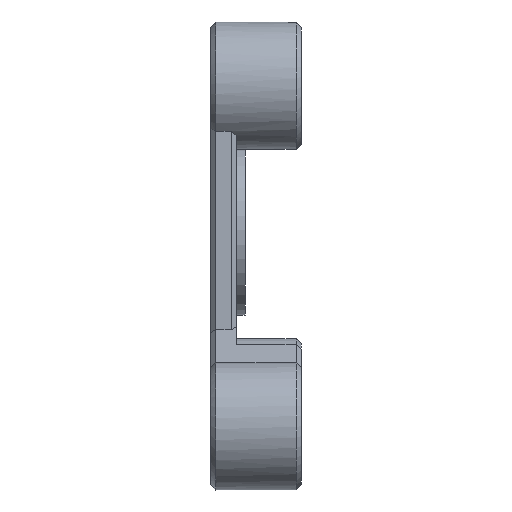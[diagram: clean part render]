
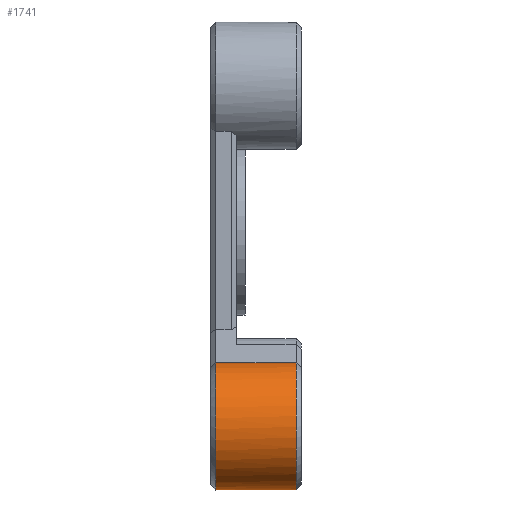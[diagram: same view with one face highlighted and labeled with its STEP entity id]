
A CAD part, front view. The second image highlights one B-rep face of the part: STEP entity #1741.
In plain terms, the highlighted cylindrical face has radius 5 mm (diameter 10 mm), a partial arc.
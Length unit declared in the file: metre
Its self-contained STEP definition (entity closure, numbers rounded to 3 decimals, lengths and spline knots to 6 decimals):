
#139=ELLIPSE('',#1879,0.007071,0.005);
#146=CIRCLE('',#1877,0.005);
#147=CIRCLE('',#1878,0.005);
#228=ORIENTED_EDGE('',*,*,#732,.F.);
#229=ORIENTED_EDGE('',*,*,#733,.T.);
#230=ORIENTED_EDGE('',*,*,#734,.F.);
#231=ORIENTED_EDGE('',*,*,#735,.T.);
#232=ORIENTED_EDGE('',*,*,#736,.F.);
#233=ORIENTED_EDGE('',*,*,#737,.T.);
#732=EDGE_CURVE('',#984,#985,#1137,.T.);
#733=EDGE_CURVE('',#984,#986,#146,.F.);
#734=EDGE_CURVE('',#987,#986,#1138,.T.);
#735=EDGE_CURVE('',#987,#988,#147,.T.);
#736=EDGE_CURVE('',#989,#988,#1139,.T.);
#737=EDGE_CURVE('',#989,#985,#139,.T.);
#984=VERTEX_POINT('',#2608);
#985=VERTEX_POINT('',#2609);
#986=VERTEX_POINT('',#2611);
#987=VERTEX_POINT('',#2613);
#988=VERTEX_POINT('',#2615);
#989=VERTEX_POINT('',#2617);
#1137=LINE('',#2607,#1281);
#1138=LINE('',#2612,#1282);
#1139=LINE('',#2616,#1283);
#1281=VECTOR('',#2083,1.);
#1282=VECTOR('',#2086,1.);
#1283=VECTOR('',#2089,1.);
#1421=EDGE_LOOP('',(#228,#229,#230,#231,#232,#233));
#1571=FACE_BOUND('',#1421,.T.);
#1721=CYLINDRICAL_SURFACE('',#1876,0.005);
#1741=ADVANCED_FACE('',(#1571),#1721,.T.);
#1876=AXIS2_PLACEMENT_3D('',#2606,#2081,#2082);
#1877=AXIS2_PLACEMENT_3D('',#2610,#2084,#2085);
#1878=AXIS2_PLACEMENT_3D('',#2614,#2087,#2088);
#1879=AXIS2_PLACEMENT_3D('',#2618,#2090,#2091);
#2081=DIRECTION('',(-1.,0.,0.));
#2082=DIRECTION('',(0.,0.,1.));
#2083=DIRECTION('',(-1.,0.,0.));
#2084=DIRECTION('',(1.,0.,0.));
#2085=DIRECTION('',(0.,0.,-1.));
#2086=DIRECTION('',(1.,0.,0.));
#2087=DIRECTION('',(1.,0.,0.));
#2088=DIRECTION('',(0.,0.,-1.));
#2089=DIRECTION('',(-1.,0.,0.));
#2090=DIRECTION('',(0.707,0.,-0.707));
#2091=DIRECTION('',(-0.707,0.,-0.707));
#2606=CARTESIAN_POINT('',(0.007,-0.045404,-0.052971));
#2607=CARTESIAN_POINT('',(0.007,-0.040572,-0.054258));
#2608=CARTESIAN_POINT('',(0.0067,-0.040572,-0.054258));
#2609=CARTESIAN_POINT('',(0.001962,-0.040572,-0.054258));
#2610=CARTESIAN_POINT('',(0.0067,-0.045404,-0.052971));
#2611=CARTESIAN_POINT('',(0.0067,-0.044021,-0.048166));
#2612=CARTESIAN_POINT('',(0.007,-0.044021,-0.048166));
#2613=CARTESIAN_POINT('',(0.0004,-0.044021,-0.048166));
#2614=CARTESIAN_POINT('',(0.0004,-0.045404,-0.052971));
#2615=CARTESIAN_POINT('',(0.0004,-0.040684,-0.05462));
#2616=CARTESIAN_POINT('',(0.007,-0.040684,-0.05462));
#2617=CARTESIAN_POINT('',(0.0016,-0.040684,-0.05462));
#2618=CARTESIAN_POINT('',(0.003249,-0.045404,-0.052971));
